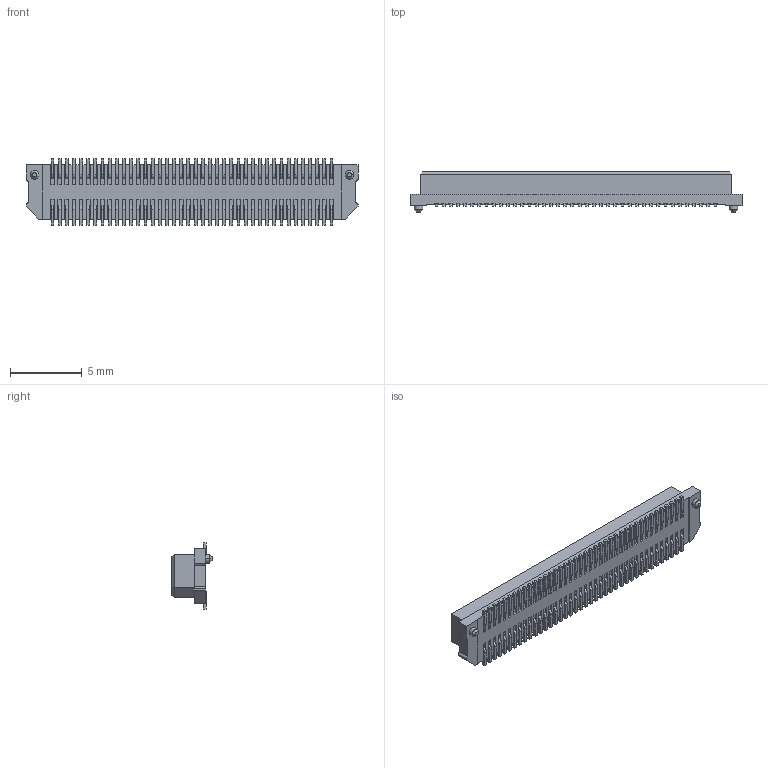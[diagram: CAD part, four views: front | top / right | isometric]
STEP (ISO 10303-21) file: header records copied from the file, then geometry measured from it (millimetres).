
FILE_DESCRIPTION((''),'2;1');
FILE_NAME('FBB05017-M_ASM','2026-01-27T17:44:00',('gongchengVV'),(''),'CREO PARAMETRIC BY PTC INC, 2020033','CREO PARAMETRIC BY PTC INC, 2020033','');
FILE_SCHEMA(('CONFIG_CONTROL_DESIGN'));
Length unit declared in the file: millimetre
Products named in the file (1): FBB05017-M_ASM
Bounding box: 23.2 x 2.8 x 4.62 mm (x, y, z)
Volume: 103 mm3; surface area: 558.9 mm2
Topology: 1 solids, 1 shells, 1736 faces, 5814 edges, 3764 vertices
Faces by surface type: plane 1644, cylinder 88, cone 4
Entity records: 62348 total; most frequent: ORIENTED_EDGE 11628, CARTESIAN_POINT 11314, DIRECTION 9466, EDGE_CURVE 5814, VECTOR 5634, LINE 5634, VERTEX_POINT 3764, AXIS2_PLACEMENT_3D 1916
